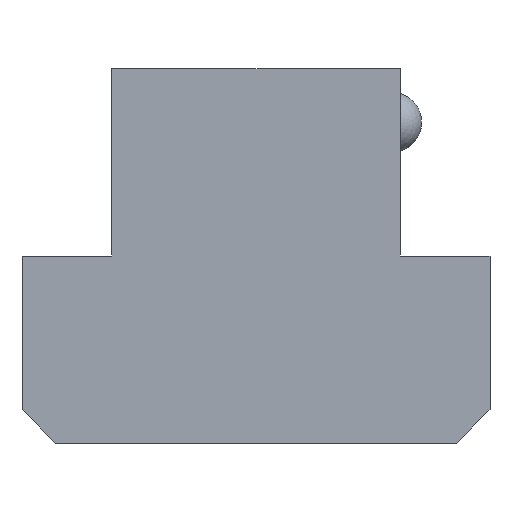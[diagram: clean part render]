
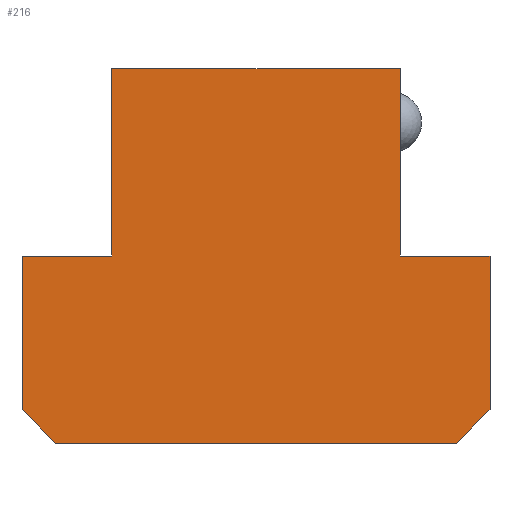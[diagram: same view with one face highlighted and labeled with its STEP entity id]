
A CAD part, front view. The second image highlights one B-rep face of the part: STEP entity #216.
In plain terms, the highlighted planar face has unit normal (0, -1, 0).
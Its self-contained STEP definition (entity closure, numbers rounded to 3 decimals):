
#124=EDGE_CURVE('',#138,#252,#317,.T.);
#134=VERTEX_POINT('',#328);
#136=EDGE_CURVE('',#160,#138,#330,.T.);
#138=VERTEX_POINT('',#332);
#146=VERTEX_POINT('',#341);
#148=EDGE_CURVE('',#134,#160,#343,.T.);
#160=VERTEX_POINT('',#355);
#166=EDGE_CURVE('',#178,#146,#361,.T.);
#168=EDGE_CURVE('',#146,#134,#363,.T.);
#174=EDGE_CURVE('',#194,#178,#369,.T.);
#178=VERTEX_POINT('',#373);
#186=EDGE_CURVE('',#228,#194,#381,.T.);
#194=VERTEX_POINT('',#389);
#206=EDGE_CURVE('',#282,#228,#407,.T.);
#216=ADVANCED_FACE('',(#419),#420,.T.);
#228=VERTEX_POINT('',#433);
#246=EDGE_CURVE('',#252,#266,#455,.T.);
#252=VERTEX_POINT('',#462);
#258=EDGE_CURVE('',#266,#282,#468,.T.);
#266=VERTEX_POINT('',#476);
#282=VERTEX_POINT('',#494);
#317=LINE('',#527,#528);
#328=CARTESIAN_POINT('',(10.8,-17.5,14.0));
#330=LINE('',#545,#546);
#332=CARTESIAN_POINT('',(17.5,-17.5,0.0));
#341=CARTESIAN_POINT('',(-10.8,-17.5,14.0));
#343=LINE('',#560,#561);
#355=CARTESIAN_POINT('',(10.8,-17.5,0.0));
#361=LINE('',#588,#589);
#363=LINE('',#592,#593);
#369=LINE('',#604,#605);
#373=CARTESIAN_POINT('',(-10.8,-17.5,0.0));
#381=LINE('',#621,#622);
#389=CARTESIAN_POINT('',(-17.5,-17.5,0.0));
#407=LINE('',#656,#657);
#419=FACE_OUTER_BOUND('',#671,.T.);
#420=PLANE('',#672);
#433=CARTESIAN_POINT('',(-17.5,-17.5,-11.5));
#455=LINE('',#719,#720);
#462=CARTESIAN_POINT('',(17.5,-17.5,-11.5));
#468=LINE('',#734,#735);
#476=CARTESIAN_POINT('',(15.,-17.5,-14.0));
#494=CARTESIAN_POINT('',(-15.,-17.5,-14.0));
#527=CARTESIAN_POINT('',(17.5,-17.5,-11.5));
#528=VECTOR('',#791,1.0);
#545=CARTESIAN_POINT('',(17.5,-17.5,0.0));
#546=VECTOR('',#801,1.0);
#560=CARTESIAN_POINT('',(10.8,-17.5,0.0));
#561=VECTOR('',#810,1.0);
#588=CARTESIAN_POINT('',(-10.8,-17.5,14.0));
#589=VECTOR('',#820,1.0);
#592=CARTESIAN_POINT('',(10.8,-17.5,14.0));
#593=VECTOR('',#821,1.0);
#604=CARTESIAN_POINT('',(-10.8,-17.5,0.0));
#605=VECTOR('',#824,1.0);
#621=CARTESIAN_POINT('',(-17.5,-17.5,0.0));
#622=VECTOR('',#829,1.0);
#656=CARTESIAN_POINT('',(-17.5,-17.5,-11.5));
#657=VECTOR('',#878,1.0);
#671=EDGE_LOOP('',(#897,#898,#899,#900,#901,#902,#903,#904,#905,#906));
#672=AXIS2_PLACEMENT_3D('',#907,#908,#909);
#719=CARTESIAN_POINT('',(15.,-17.5,-14.0));
#720=VECTOR('',#952,1.0);
#734=CARTESIAN_POINT('',(-15.,-17.5,-14.0));
#735=VECTOR('',#961,1.0);
#791=DIRECTION('',(0.0,0.,-1.0));
#801=DIRECTION('',(1.0,0.0,0.0));
#810=DIRECTION('',(0.0,0.,-1.0));
#820=DIRECTION('',(0.0,0.,1.0));
#821=DIRECTION('',(1.0,0.0,0.0));
#824=DIRECTION('',(1.0,0.0,0.0));
#829=DIRECTION('',(0.0,0.,1.0));
#878=DIRECTION('',(-0.707,0.,0.707));
#897=ORIENTED_EDGE('',*,*,#246,.F.);
#898=ORIENTED_EDGE('',*,*,#124,.F.);
#899=ORIENTED_EDGE('',*,*,#136,.F.);
#900=ORIENTED_EDGE('',*,*,#148,.F.);
#901=ORIENTED_EDGE('',*,*,#168,.F.);
#902=ORIENTED_EDGE('',*,*,#166,.F.);
#903=ORIENTED_EDGE('',*,*,#174,.F.);
#904=ORIENTED_EDGE('',*,*,#186,.F.);
#905=ORIENTED_EDGE('',*,*,#206,.F.);
#906=ORIENTED_EDGE('',*,*,#258,.F.);
#907=CARTESIAN_POINT('',(0.,-17.5,-1.17));
#908=DIRECTION('',(0.0,-1.0,0.));
#909=DIRECTION('',(1.0,0.0,0.0));
#952=DIRECTION('',(-0.707,0.,-0.707));
#961=DIRECTION('',(-1.0,0.0,0.0));
